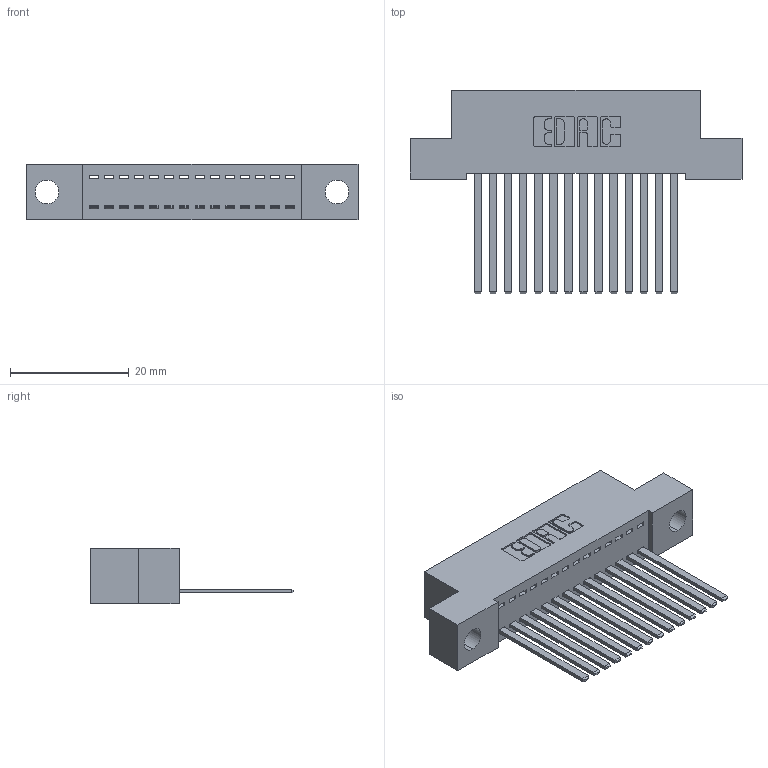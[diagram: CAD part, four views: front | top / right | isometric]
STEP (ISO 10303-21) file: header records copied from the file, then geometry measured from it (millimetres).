
FILE_DESCRIPTION (( 'STEP AP203' ), '1' );
FILE_NAME ('342-014-544-104.STEP', '2018-08-10T18:19:14', ( '' ), ( '' ), 'SwSTEP 2.0', 'SolidWorks 2016', '' );
FILE_SCHEMA (( 'CONFIG_CONTROL_DESIGN' ));
Length unit declared in the file: inch
Products named in the file (3): 342 Part_.156 TH; 345-292-001_345-293-144; 342-014-544-104
Assembly tree (15 placements, depth 2):
  342-014-544-104
    342 Part_.156 TH
    345-292-001_345-293-144  x14
Bounding box: 55.88 x 34.3 x 9.4 mm (x, y, z)
Volume: 4871.5 mm3; surface area: 6911.1 mm2
Topology: 15 solids, 15 shells, 838 faces, 2511 edges, 1654 vertices
Faces by surface type: plane 598, cylinder 240
Entity records: 11867 total; most frequent: CARTESIAN_POINT 2056, ORIENTED_EDGE 2006, DIRECTION 1787, EDGE_CURVE 1003, VECTOR 879, LINE 879, VERTEX_POINT 666, AXIS2_PLACEMENT_3D 454
